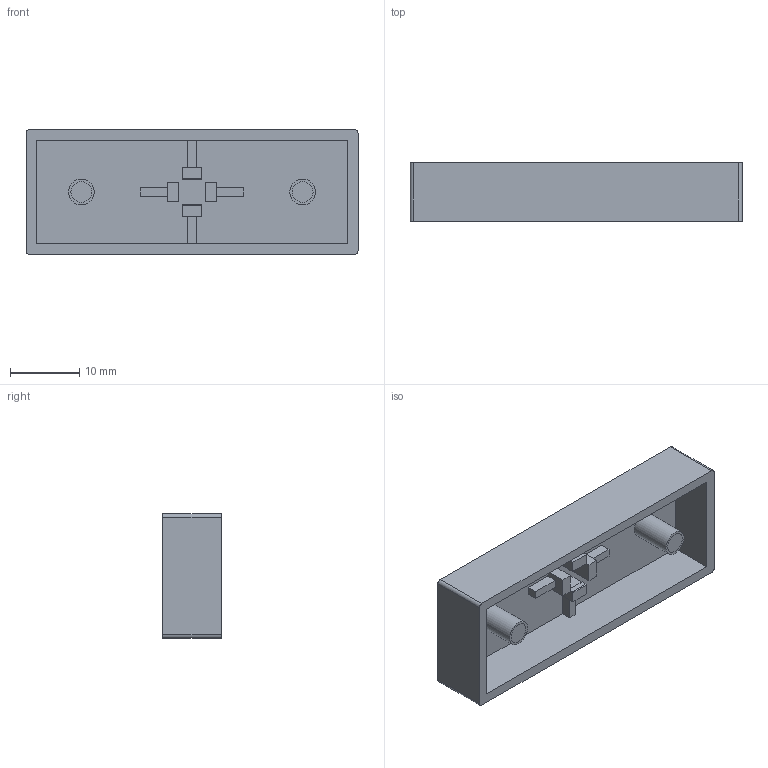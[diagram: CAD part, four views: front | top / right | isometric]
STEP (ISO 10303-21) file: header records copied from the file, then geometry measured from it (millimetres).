
FILE_DESCRIPTION(/* description */ (''),/* implementation_level */ '2;1');
FILE_NAME(/* name */ 'cut2 v1.step',/* time_stamp */ '2023-03-03T21:28:32+01:00',/* author */ (''),/* organization */ (''),/* preprocessor_version */ 'ST-DEVELOPER v19.2',/* originating_system */ 'Autodesk Translation Framework v11.17.0.187',/* authorisation */ '');
FILE_SCHEMA (('AUTOMOTIVE_DESIGN { 1 0 10303 214 3 1 1 }'));
Length unit declared in the file: millimetre
Products named in the file (1): cut2
Bounding box: 48 x 8.5 x 18 mm (x, y, z)
Volume: 3084.7 mm3; surface area: 4229.5 mm2
Topology: 3 solids, 3 shells, 90 faces, 231 edges, 154 vertices
Faces by surface type: plane 71, bspline 10, cylinder 9
Full cylindrical faces by diameter (mm): 3 x3, 3.7 x2
Entity records: 2758 total; most frequent: CARTESIAN_POINT 606, ORIENTED_EDGE 462, DIRECTION 391, EDGE_CURVE 231, LINE 193, VECTOR 193, VERTEX_POINT 154, EDGE_LOOP 99
